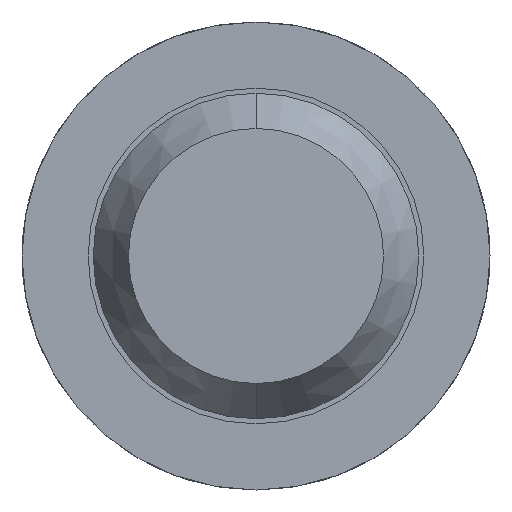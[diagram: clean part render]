
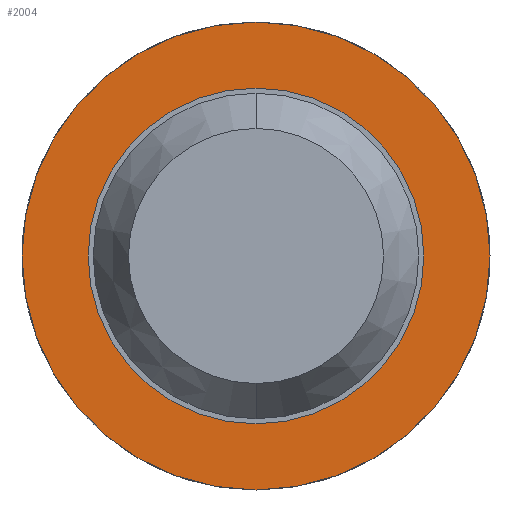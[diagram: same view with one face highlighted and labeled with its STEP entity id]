
A CAD part, front view. The second image highlights one B-rep face of the part: STEP entity #2004.
In plain terms, the highlighted planar face has unit normal (0, -1, 0).
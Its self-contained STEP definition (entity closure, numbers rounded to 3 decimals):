
#129 = CARTESIAN_POINT ( 'NONE',  ( 0., -1.7, 0.825 ) ) ;
#206 = AXIS2_PLACEMENT_3D ( 'NONE', #2862, #1355, #3105 ) ;
#327 = FACE_OUTER_BOUND ( 'NONE', #619, .T. ) ;
#397 = DIRECTION ( 'NONE',  ( 0., 1., 0. ) ) ;
#402 = CIRCLE ( 'NONE', #2305, 0.825 ) ;
#541 = DIRECTION ( 'NONE',  ( 0., 1., 0. ) ) ;
#605 = CARTESIAN_POINT ( 'NONE',  ( 0.825, -1.7, 0. ) ) ;
#619 = EDGE_LOOP ( 'NONE', ( #1502, #1791 ) ) ;
#651 = CIRCLE ( 'NONE', #3388, 1.15 ) ;
#832 = VERTEX_POINT ( 'NONE', #129 ) ;
#925 = PLANE ( 'NONE',  #1405 ) ;
#1250 = DIRECTION ( 'NONE',  ( 0., 0., 1. ) ) ;
#1290 = VERTEX_POINT ( 'NONE', #3536 ) ;
#1305 = VERTEX_POINT ( 'NONE', #3254 ) ;
#1345 = DIRECTION ( 'NONE',  ( 0., 0., 1. ) ) ;
#1355 = DIRECTION ( 'NONE',  ( 0., 1., 0. ) ) ;
#1405 = AXIS2_PLACEMENT_3D ( 'NONE', #605, #541, #1250 ) ;
#1427 = VERTEX_POINT ( 'NONE', #2274 ) ;
#1502 = ORIENTED_EDGE ( 'NONE', *, *, #2487, .F. ) ;
#1507 = EDGE_LOOP ( 'NONE', ( #2485, #2260 ) ) ;
#1538 = FACE_BOUND ( 'NONE', #1507, .T. ) ;
#1641 = DIRECTION ( 'NONE',  ( 0., 1., 0. ) ) ;
#1791 = ORIENTED_EDGE ( 'NONE', *, *, #3824, .F. ) ;
#2004 = ADVANCED_FACE ( 'Defeature ausgef�hrt1_7', ( #327, #1538 ), #925, .F. ) ;
#2185 = CIRCLE ( 'NONE', #206, 0.825 ) ;
#2243 = AXIS2_PLACEMENT_3D ( 'NONE', #3119, #1641, #1345 ) ;
#2260 = ORIENTED_EDGE ( 'NONE', *, *, #3470, .T. ) ;
#2274 = CARTESIAN_POINT ( 'NONE',  ( 0., -1.7, -1.15 ) ) ;
#2305 = AXIS2_PLACEMENT_3D ( 'NONE', #3125, #397, #3745 ) ;
#2485 = ORIENTED_EDGE ( 'NONE', *, *, #3544, .T. ) ;
#2487 = EDGE_CURVE ( 'Defeature ausgef�hrt1_0+Defeature ausgef�hrt1_7+Defeature ausgef�hrt1_7+Defeature ausgef�hrt1_7', #1305, #1427, #651, .T. ) ;
#2566 = DIRECTION ( 'NONE',  ( 0., 0., 1. ) ) ;
#2861 = CARTESIAN_POINT ( 'NONE',  ( 0., -1.7, 0. ) ) ;
#2862 = CARTESIAN_POINT ( 'NONE',  ( 0., -1.7, 0. ) ) ;
#3105 = DIRECTION ( 'NONE',  ( 0., 0., 1. ) ) ;
#3119 = CARTESIAN_POINT ( 'NONE',  ( 0., -1.7, 0. ) ) ;
#3125 = CARTESIAN_POINT ( 'NONE',  ( 0., -1.7, 0. ) ) ;
#3161 = DIRECTION ( 'NONE',  ( 0., 1., 0. ) ) ;
#3254 = CARTESIAN_POINT ( 'NONE',  ( 0., -1.7, 1.15 ) ) ;
#3388 = AXIS2_PLACEMENT_3D ( 'NONE', #2861, #3161, #2566 ) ;
#3452 = CIRCLE ( 'NONE', #2243, 1.15 ) ;
#3470 = EDGE_CURVE ( 'Defeature ausgef�hrt1_7+Defeature ausgef�hrt1_6+Defeature ausgef�hrt1_6+Defeature ausgef�hrt1_6', #1290, #832, #2185, .T. ) ;
#3536 = CARTESIAN_POINT ( 'NONE',  ( 0., -1.7, -0.825 ) ) ;
#3544 = EDGE_CURVE ( 'Defeature ausgef�hrt1_7+Defeature ausgef�hrt1_6+Defeature ausgef�hrt1_6+Defeature ausgef�hrt1_6', #832, #1290, #402, .T. ) ;
#3745 = DIRECTION ( 'NONE',  ( 0., 0., 1. ) ) ;
#3824 = EDGE_CURVE ( 'Defeature ausgef�hrt1_0+Defeature ausgef�hrt1_7+Defeature ausgef�hrt1_7+Defeature ausgef�hrt1_7', #1427, #1305, #3452, .T. ) ;
